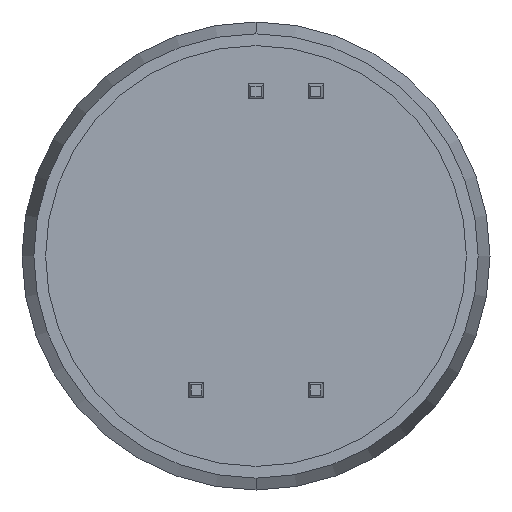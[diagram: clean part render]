
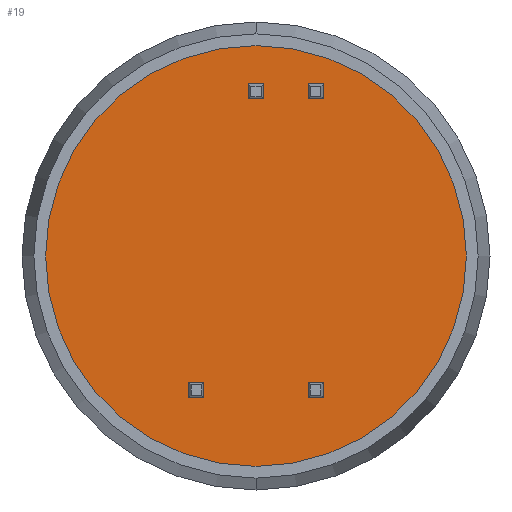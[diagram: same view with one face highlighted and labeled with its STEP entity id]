
A CAD part, front view. The second image highlights one B-rep face of the part: STEP entity #19.
In plain terms, the highlighted face is planar.
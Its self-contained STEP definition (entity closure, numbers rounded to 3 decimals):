
#19 = ADVANCED_FACE ( 'NONE', ( #1720 ), #693, .T. ) ;
#73 = CARTESIAN_POINT ( 'NONE',  ( 8.95, 0., 13.99 ) ) ;
#237 = AXIS2_PLACEMENT_3D ( 'NONE', #929, #1359, #504 ) ;
#269 = CARTESIAN_POINT ( 'NONE',  ( 0., 0., 13.99 ) ) ;
#309 = AXIS2_PLACEMENT_3D ( 'NONE', #773, #886, #1320 ) ;
#394 = ORIENTED_EDGE ( 'NONE', *, *, #1369, .T. ) ;
#504 = DIRECTION ( 'NONE',  ( 1., 0., 0. ) ) ;
#693 = PLANE ( 'NONE',  #1837 ) ;
#773 = CARTESIAN_POINT ( 'NONE',  ( 0., 0., 13.99 ) ) ;
#786 = VERTEX_POINT ( 'NONE', #1279 ) ;
#845 = EDGE_CURVE ( 'NONE', #850, #786, #1223, .T. ) ;
#850 = VERTEX_POINT ( 'NONE', #73 ) ;
#886 = DIRECTION ( 'NONE',  ( 0., 0., 1. ) ) ;
#929 = CARTESIAN_POINT ( 'NONE',  ( 0., 0., 13.99 ) ) ;
#950 = CIRCLE ( 'NONE', #237, 8.95 ) ;
#1027 = EDGE_LOOP ( 'NONE', ( #1092, #394 ) ) ;
#1092 = ORIENTED_EDGE ( 'NONE', *, *, #845, .T. ) ;
#1223 = CIRCLE ( 'NONE', #309, 8.95 ) ;
#1259 = DIRECTION ( 'NONE',  ( 1., 0., 0. ) ) ;
#1279 = CARTESIAN_POINT ( 'NONE',  ( -8.95, 0., 13.99 ) ) ;
#1320 = DIRECTION ( 'NONE',  ( 1., 0., 0. ) ) ;
#1359 = DIRECTION ( 'NONE',  ( 0., 0., 1. ) ) ;
#1369 = EDGE_CURVE ( 'NONE', #786, #850, #950, .T. ) ;
#1673 = DIRECTION ( 'NONE',  ( 0., 0., 1. ) ) ;
#1720 = FACE_OUTER_BOUND ( 'NONE', #1027, .T. ) ;
#1837 = AXIS2_PLACEMENT_3D ( 'NONE', #269, #1673, #1259 ) ;
